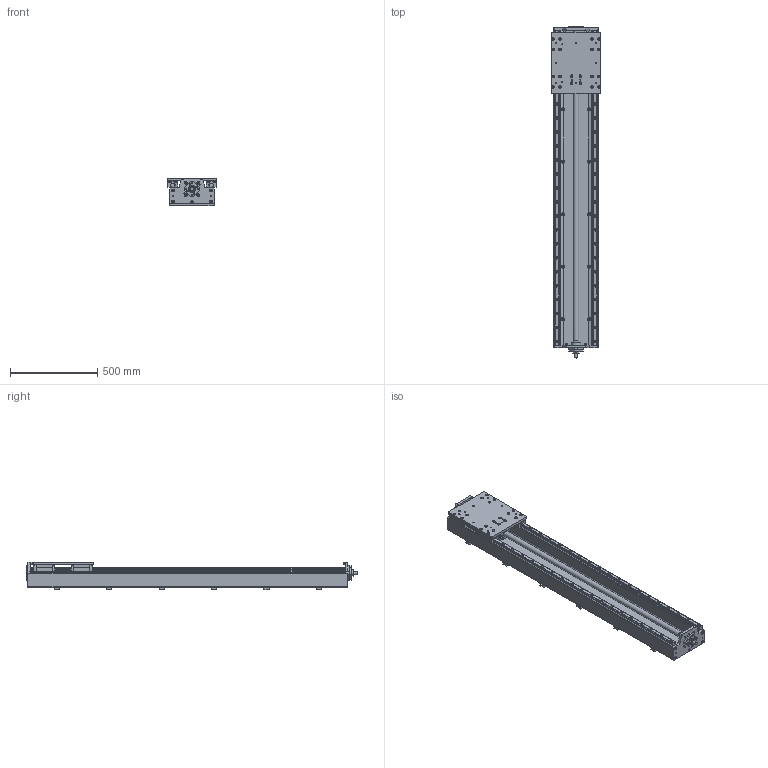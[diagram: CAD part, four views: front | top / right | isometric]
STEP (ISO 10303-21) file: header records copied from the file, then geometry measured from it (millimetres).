
FILE_DESCRIPTION((''),'2;1');
FILE_NAME('KK-HD-285-30-32XX-1800.stp','2009-03-22T20:53:24',('kurt'),(''),'Autodesk Inventor 2008','Autodesk Inventor 2008','');
FILE_SCHEMA(('AUTOMOTIVE_DESIGN { 1 0 10303 214 1 1 1 1 }'));
Length unit declared in the file: millimetre
Products named in the file (1): Part465
Bounding box: 285 x 1899 x 160 mm (x, y, z)
Volume: 25387464.8 mm3; surface area: 2587078 mm2
Topology: 1 solids, 13 shells, 2645 faces, 7429 edges, 4923 vertices
Faces by surface type: plane 1735, cylinder 516, bspline 247, cone 131, torus 16
Full cylindrical faces by diameter (mm): 2.459 x4, 3 x4, 3.5 x4, 4 x1, 4.917 x8, 5.5 x4, 6 x14, 6.6 x8, 6.647 x66, 8 x20, 8.376 x8, 9 x86, 10 x4, 10.106 x12, 11 x12, 14 x46, 15 x34, 17 x1, 18 x12, 19 x1, 20 x4, 23 x1, 25 x1, 26 x1, 28.64 x4, 29.082 x2, 32 x1, 33.45 x1, 37 x2, 38.36 x4
Entity records: 89179 total; most frequent: CARTESIAN_POINT 20728, ORIENTED_EDGE 13510, DIRECTION 12758, EDGE_CURVE 6755, VERTEX_POINT 4743, VECTOR 4678, LINE 4678, AXIS2_PLACEMENT_3D 4040
